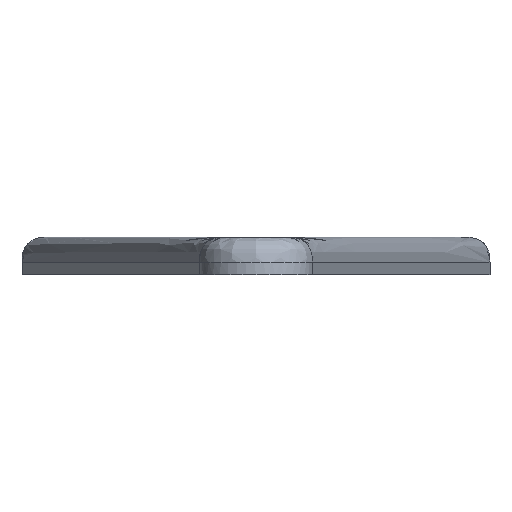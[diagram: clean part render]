
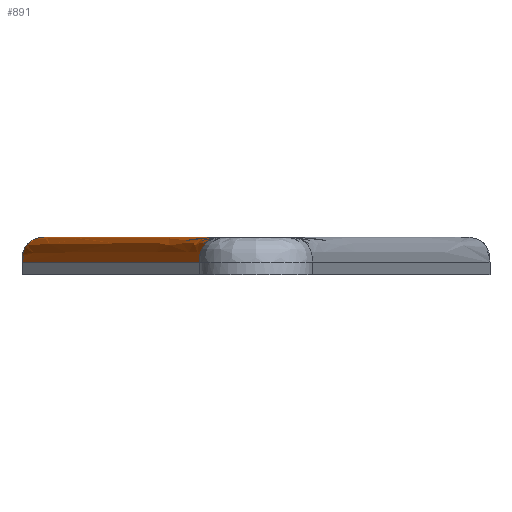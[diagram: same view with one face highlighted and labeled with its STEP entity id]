
A CAD part, front view. The second image highlights one B-rep face of the part: STEP entity #891.
In plain terms, the highlighted free-form (B-spline) face has degree [5, 1] with [8, 2] control points.
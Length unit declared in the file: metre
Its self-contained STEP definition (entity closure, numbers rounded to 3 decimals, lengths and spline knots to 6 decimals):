
#28=B_SPLINE_SURFACE_WITH_KNOTS('',5,1,((#1910,#1911),(#1912,#1913),(#1914,
#1915),(#1916,#1917),(#1918,#1919),(#1920,#1921),(#1922,#1923),(#1924,#1925)),
 .SURF_OF_LINEAR_EXTRUSION.,.F.,.F.,.F.,(6,2,6),(2,2),(0.,
0.5,1.),(0.,1.),.UNSPECIFIED.);
#91=B_SPLINE_CURVE_WITH_KNOTS('',3,(#1297,#1298,#1299,#1300),
 .UNSPECIFIED.,.F.,.F.,(4,4),(0.,1.),.UNSPECIFIED.);
#104=B_SPLINE_CURVE_WITH_KNOTS('',3,(#1451,#1452,#1453,#1454),
 .UNSPECIFIED.,.F.,.F.,(4,4),(0.,1.),.UNSPECIFIED.);
#119=B_SPLINE_CURVE_WITH_KNOTS('',3,(#1528,#1529,#1530,#1531),
 .UNSPECIFIED.,.F.,.F.,(4,4),(0.,1.),.UNSPECIFIED.);
#136=B_SPLINE_CURVE_WITH_KNOTS('',3,(#1833,#1834,#1835,#1836,#1837,#1838,
#1839,#1840,#1841,#1842,#1843,#1844,#1845,#1846,#1847,#1848,#1849,#1850),
 .UNSPECIFIED.,.F.,.F.,(4,1,1,1,1,1,1,1,1,1,1,1,1,1,1,4),(0.,0.0625,0.09375,
0.125,0.15625,0.1875,0.25,0.3125,0.375,0.4375,0.5,0.5625,0.625,0.75,0.875,
1.),.UNSPECIFIED.);
#138=B_SPLINE_CURVE_WITH_KNOTS('',3,(#1926,#1927,#1928,#1929,#1930,#1931,
#1932,#1933,#1934,#1935,#1936,#1937,#1938,#1939,#1940),.UNSPECIFIED.,.F.,
 .F.,(4,1,1,1,1,1,1,1,1,1,1,1,4),(0.,0.25,0.375,0.4375,0.46875,0.5,0.53125,
0.5625,0.625,0.6875,0.75,0.875,1.),.UNSPECIFIED.);
#368=ORIENTED_EDGE('',*,*,#514,.T.);
#369=ORIENTED_EDGE('',*,*,#434,.F.);
#370=ORIENTED_EDGE('',*,*,#516,.F.);
#371=ORIENTED_EDGE('',*,*,#479,.F.);
#372=ORIENTED_EDGE('',*,*,#497,.F.);
#434=EDGE_CURVE('',#559,#560,#91,.T.);
#479=EDGE_CURVE('',#598,#595,#104,.T.);
#497=EDGE_CURVE('',#606,#598,#119,.T.);
#514=EDGE_CURVE('',#606,#560,#136,.F.);
#516=EDGE_CURVE('',#595,#559,#138,.F.);
#559=VERTEX_POINT('',#1296);
#560=VERTEX_POINT('',#1301);
#595=VERTEX_POINT('',#1442);
#598=VERTEX_POINT('',#1450);
#606=VERTEX_POINT('',#1527);
#744=EDGE_LOOP('',(#368,#369,#370,#371,#372));
#827=FACE_BOUND('',#744,.T.);
#891=ADVANCED_FACE('',(#827),#28,.T.);
#1296=CARTESIAN_POINT('',(0.01415,-0.0705,-0.002));
#1297=CARTESIAN_POINT('',(0.01415,-0.0705,-0.002));
#1298=CARTESIAN_POINT('',(0.009433,-0.0455,-0.002));
#1299=CARTESIAN_POINT('',(0.004717,-0.0205,-0.002));
#1300=CARTESIAN_POINT('',(0.,0.0045,-0.002));
#1301=CARTESIAN_POINT('',(0.,0.0045,-0.002));
#1442=CARTESIAN_POINT('',(0.015664,-0.070214,-0.000027));
#1450=CARTESIAN_POINT('',(0.015942,-0.069209,0.));
#1451=CARTESIAN_POINT('',(0.015942,-0.069209,0.));
#1452=CARTESIAN_POINT('',(0.015816,-0.069472,0.));
#1453=CARTESIAN_POINT('',(0.015702,-0.069809,-0.000007));
#1454=CARTESIAN_POINT('',(0.015664,-0.070214,-0.000022));
#1527=CARTESIAN_POINT('',(0.002,0.004687,0.));
#1528=CARTESIAN_POINT('',(0.002,0.004687,0.));
#1529=CARTESIAN_POINT('',(0.006647,-0.019945,0.));
#1530=CARTESIAN_POINT('',(0.011295,-0.044577,0.));
#1531=CARTESIAN_POINT('',(0.015942,-0.069209,0.));
#1833=CARTESIAN_POINT('',(0.,0.0045,-0.002));
#1834=CARTESIAN_POINT('',(0.,0.0045,-0.001878));
#1835=CARTESIAN_POINT('',(0.000003,0.0045,-0.001737));
#1836=CARTESIAN_POINT('',(0.000014,0.0045,-0.001609));
#1837=CARTESIAN_POINT('',(0.000015,0.0045,-0.001595));
#1838=CARTESIAN_POINT('',(0.000032,0.004501,-0.001464));
#1839=CARTESIAN_POINT('',(0.000057,0.004504,-0.001333));
#1840=CARTESIAN_POINT('',(0.000107,0.004508,-0.001149));
#1841=CARTESIAN_POINT('',(0.000165,0.004514,-0.000997));
#1842=CARTESIAN_POINT('',(0.000252,0.004523,-0.00082));
#1843=CARTESIAN_POINT('',(0.000357,0.004533,-0.000657));
#1844=CARTESIAN_POINT('',(0.000509,0.004548,-0.000486));
#1845=CARTESIAN_POINT('',(0.000618,0.004558,-0.000391));
#1846=CARTESIAN_POINT('',(0.00083,0.004578,-0.000239));
#1847=CARTESIAN_POINT('',(0.001186,0.004611,-0.000075));
#1848=CARTESIAN_POINT('',(0.001687,0.004657,0.000005));
#1849=CARTESIAN_POINT('',(0.001904,0.004678,0.));
#1850=CARTESIAN_POINT('',(0.002,0.004687,0.));
#1910=CARTESIAN_POINT('',(0.00188,0.005321,0.));
#1911=CARTESIAN_POINT('',(0.0162,-0.070579,0.));
#1912=CARTESIAN_POINT('',(0.001586,0.005265,0.));
#1913=CARTESIAN_POINT('',(0.015905,-0.070635,0.));
#1914=CARTESIAN_POINT('',(0.001291,0.00521,0.));
#1915=CARTESIAN_POINT('',(0.015611,-0.070691,0.));
#1916=CARTESIAN_POINT('',(0.00057,0.005074,-0.0002));
#1917=CARTESIAN_POINT('',(0.01489,-0.070827,-0.0002));
#1918=CARTESIAN_POINT('',(0.000112,0.004987,-0.000667));
#1919=CARTESIAN_POINT('',(0.014431,-0.070913,-0.000667));
#1920=CARTESIAN_POINT('',(-0.000085,0.00495,-0.0014));
#1921=CARTESIAN_POINT('',(0.014235,-0.07095,-0.0014));
#1922=CARTESIAN_POINT('',(-0.000085,0.00495,-0.0017));
#1923=CARTESIAN_POINT('',(0.014235,-0.07095,-0.0017));
#1924=CARTESIAN_POINT('',(-0.000085,0.00495,-0.002));
#1925=CARTESIAN_POINT('',(0.014235,-0.07095,-0.002));
#1926=CARTESIAN_POINT('',(0.01415,-0.0705,-0.002));
#1927=CARTESIAN_POINT('',(0.01415,-0.0705,-0.001762));
#1928=CARTESIAN_POINT('',(0.014165,-0.070495,-0.001384));
#1929=CARTESIAN_POINT('',(0.014328,-0.07046,-0.000941));
#1930=CARTESIAN_POINT('',(0.014448,-0.070434,-0.000737));
#1931=CARTESIAN_POINT('',(0.014519,-0.070419,-0.000636));
#1932=CARTESIAN_POINT('',(0.014596,-0.070402,-0.000544));
#1933=CARTESIAN_POINT('',(0.014605,-0.0704,-0.000535));
#1934=CARTESIAN_POINT('',(0.014657,-0.07039,-0.00048));
#1935=CARTESIAN_POINT('',(0.01474,-0.070376,-0.000404));
#1936=CARTESIAN_POINT('',(0.014886,-0.07035,-0.000291));
#1937=CARTESIAN_POINT('',(0.015205,-0.070296,-0.000122));
#1938=CARTESIAN_POINT('',(0.015453,-0.070253,-0.000057));
#1939=CARTESIAN_POINT('',(0.015608,-0.070225,-0.000029));
#1940=CARTESIAN_POINT('',(0.015663,-0.070215,-0.000022));
